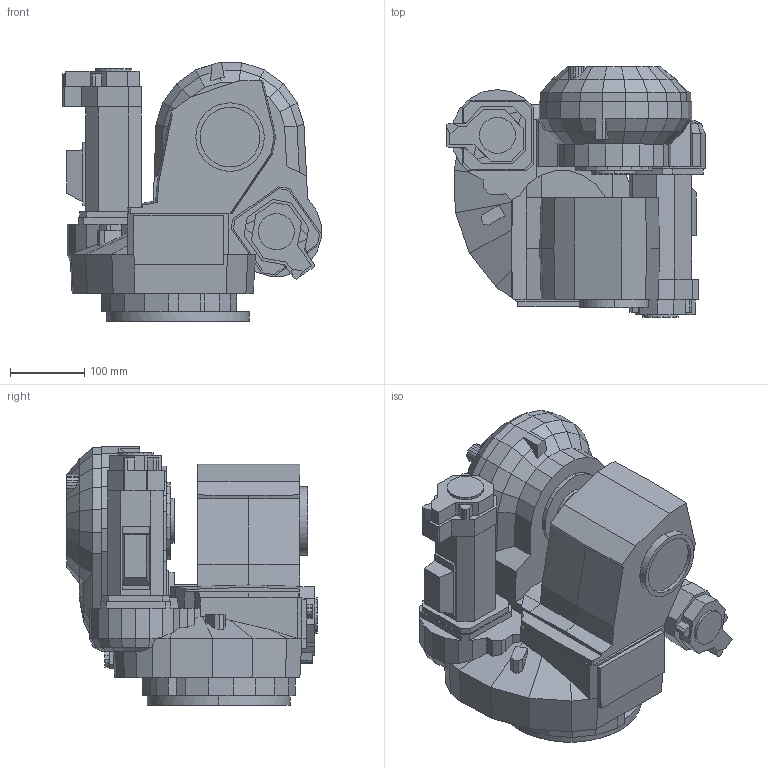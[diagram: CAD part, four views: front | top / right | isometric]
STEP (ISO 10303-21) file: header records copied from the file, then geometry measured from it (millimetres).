
FILE_DESCRIPTION (( 'STEP AP214' ), '1' );
FILE_NAME ('IRB140_6kg-81_LINK1_CAD_rev02.STEP', '2017-01-24T06:56:04', ( 'ABB' ), ( 'ABB' ), 'SwSTEP 2.0', 'SolidWorks 2014', '' );
FILE_SCHEMA (( 'AUTOMOTIVE_DESIGN' ));
Length unit declared in the file: millimetre
Products named in the file (1): IRB140_6kg-81_LINK1_CAD_rev02
Bounding box: 346.77 x 336.8 x 347.5 mm (x, y, z)
Volume: 16319727.1 mm3; surface area: 614796.9 mm2
Topology: 1 solids, 1 shells, 600 faces, 1583 edges, 1003 vertices
Faces by surface type: plane 585, cylinder 8, bspline 7
Entity records: 18165 total; most frequent: CARTESIAN_POINT 3321, ORIENTED_EDGE 3166, DIRECTION 2785, EDGE_CURVE 1583, LINE 1561, VECTOR 1561, VERTEX_POINT 1003, EDGE_LOOP 618
